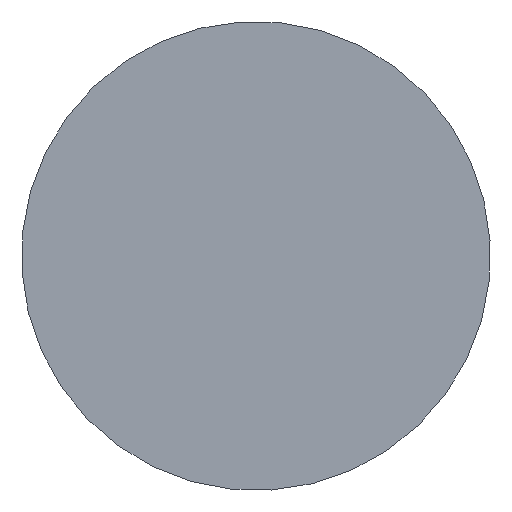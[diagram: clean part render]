
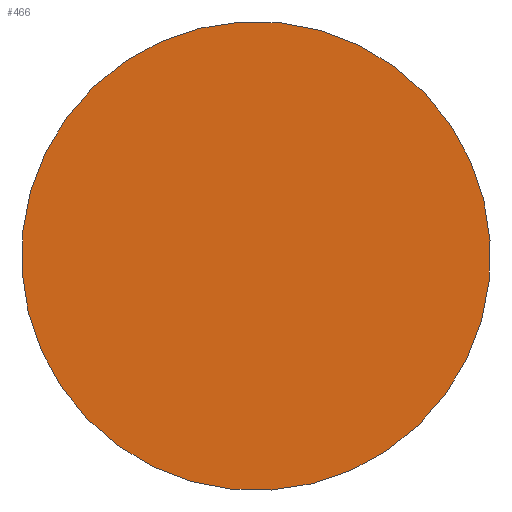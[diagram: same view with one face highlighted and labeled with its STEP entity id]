
A CAD part, front view. The second image highlights one B-rep face of the part: STEP entity #466.
In plain terms, the highlighted planar face has unit normal (0, -1, 0).
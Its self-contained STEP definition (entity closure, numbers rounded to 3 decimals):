
#72=FACE_OUTER_BOUND('',#97,.T.);
#97=EDGE_LOOP('',(#292,#293));
#125=CIRCLE('',#516,7.85);
#126=CIRCLE('',#517,7.85);
#170=VERTEX_POINT('',#745);
#171=VERTEX_POINT('',#746);
#221=EDGE_CURVE('',#170,#171,#125,.T.);
#222=EDGE_CURVE('',#171,#170,#126,.T.);
#292=ORIENTED_EDGE('',*,*,#221,.F.);
#293=ORIENTED_EDGE('',*,*,#222,.F.);
#431=PLANE('',#515);
#466=ADVANCED_FACE('',(#72),#431,.T.);
#515=AXIS2_PLACEMENT_3D('',#744,#593,#594);
#516=AXIS2_PLACEMENT_3D('',#747,#595,#596);
#517=AXIS2_PLACEMENT_3D('',#748,#597,#598);
#593=DIRECTION('center_axis',(0.,-1.,0.));
#594=DIRECTION('ref_axis',(0.404,0.,-0.915));
#595=DIRECTION('center_axis',(0.,1.,0.));
#596=DIRECTION('ref_axis',(-0.915,0.,-0.404));
#597=DIRECTION('center_axis',(0.,1.,0.));
#598=DIRECTION('ref_axis',(-0.915,0.,-0.404));
#744=CARTESIAN_POINT('Origin',(-3.59,-20.5,-1.586));
#745=CARTESIAN_POINT('',(-7.181,-20.5,-3.172));
#746=CARTESIAN_POINT('',(7.181,-20.5,3.172));
#747=CARTESIAN_POINT('Origin',(0.,-20.5,0.));
#748=CARTESIAN_POINT('Origin',(0.,-20.5,0.));
